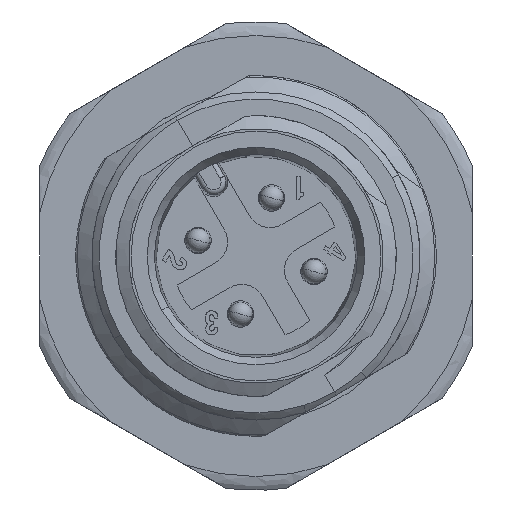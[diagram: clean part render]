
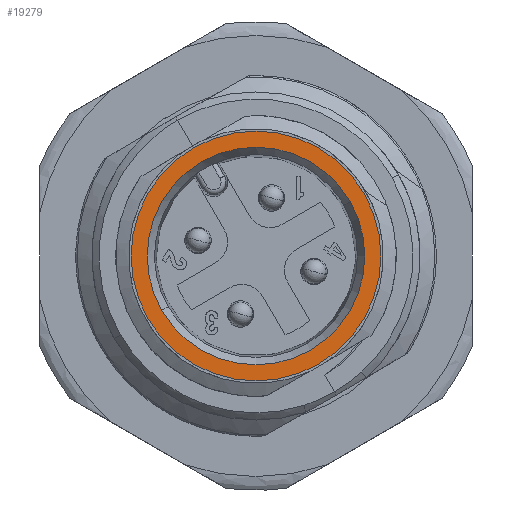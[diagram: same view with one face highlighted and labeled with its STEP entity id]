
A CAD part, front view. The second image highlights one B-rep face of the part: STEP entity #19279.
In plain terms, the highlighted planar face has unit normal (0, -1, 0).
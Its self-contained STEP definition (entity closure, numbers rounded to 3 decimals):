
#6091=CARTESIAN_POINT('',(0.,-21.,0.));
#6092=DIRECTION('',(0.,-1.,0.));
#6093=DIRECTION('',(0.5,0.,-0.866));
#6094=AXIS2_PLACEMENT_3D('',#6091,#6092,#6093);
#6100=CARTESIAN_POINT('',(0.,-21.,0.));
#6101=DIRECTION('',(0.,1.,0.));
#6102=DIRECTION('',(0.5,0.,-0.866));
#6103=AXIS2_PLACEMENT_3D('',#6100,#6101,#6102);
#6109=CARTESIAN_POINT('',(0.,-21.,0.));
#6110=DIRECTION('',(0.,1.,0.));
#6111=DIRECTION('',(0.866,0.,0.5));
#6112=AXIS2_PLACEMENT_3D('',#6109,#6110,#6111);
#6114=CARTESIAN_POINT('',(0.,-21.,0.));
#6115=DIRECTION('',(0.,1.,0.));
#6116=DIRECTION('',(-0.866,0.,-0.5));
#6117=AXIS2_PLACEMENT_3D('',#6114,#6115,#6116);
#9351=CARTESIAN_POINT('',(2.6,-21.,-4.503));
#9352=CARTESIAN_POINT('',(-2.6,-21.,4.503));
#9353=VERTEX_POINT('',#9351);
#9354=VERTEX_POINT('',#9352);
#9675=CARTESIAN_POINT('',(3.921,-21.,2.264));
#9676=CARTESIAN_POINT('',(-3.921,-21.,-2.264));
#9677=VERTEX_POINT('',#9675);
#9678=VERTEX_POINT('',#9676);
#19264=CARTESIAN_POINT('',(0.,-21.,0.));
#19265=DIRECTION('',(0.,-1.,0.));
#19266=DIRECTION('',(-0.5,0.,0.866));
#19267=AXIS2_PLACEMENT_3D('',#19264,#19265,#19266);
#19268=PLANE('',#19267);
#19269=ORIENTED_EDGE('',*,*,#19258,.T.);
#19270=ORIENTED_EDGE('',*,*,#19244,.F.);
#19271=EDGE_LOOP('',(#19269,#19270));
#19272=FACE_OUTER_BOUND('',#19271,.F.);
#19274=ORIENTED_EDGE('',*,*,#19273,.F.);
#19276=ORIENTED_EDGE('',*,*,#19275,.F.);
#19277=EDGE_LOOP('',(#19274,#19276));
#19278=FACE_BOUND('',#19277,.F.);
#6095=CIRCLE('',#6094,5.2);
#6104=CIRCLE('',#6103,5.2);
#6113=CIRCLE('',#6112,4.528);
#6118=CIRCLE('',#6117,4.528);
#19244=EDGE_CURVE('',#9353,#9354,#6095,.T.);
#19258=EDGE_CURVE('',#9353,#9354,#6104,.T.);
#19273=EDGE_CURVE('',#9677,#9678,#6113,.T.);
#19275=EDGE_CURVE('',#9678,#9677,#6118,.T.);
#19279=ADVANCED_FACE('',(#19272,#19278),#19268,.T.);
